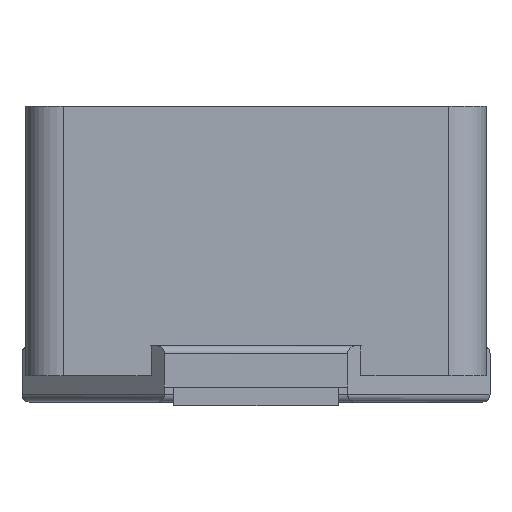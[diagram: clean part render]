
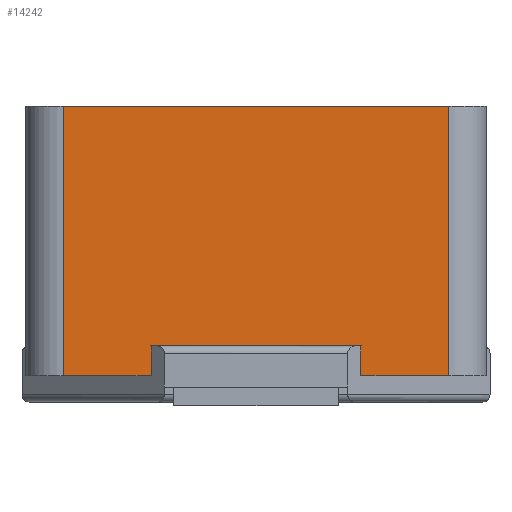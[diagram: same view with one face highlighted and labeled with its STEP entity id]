
A CAD part, left-side view. The second image highlights one B-rep face of the part: STEP entity #14242.
In plain terms, the highlighted planar face has unit normal (-1, 0, 0).
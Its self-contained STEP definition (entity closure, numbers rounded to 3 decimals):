
#52 = EDGE_CURVE ( 'NONE', #12434, #3746, #5330, .T. ) ;
#428 = VECTOR ( 'NONE', #16483, 1000. ) ;
#560 = DIRECTION ( 'NONE',  ( 0., 0., -1. ) ) ;
#787 = VERTEX_POINT ( 'NONE', #6184 ) ;
#1074 = LINE ( 'NONE', #7278, #12377 ) ;
#1317 = ORIENTED_EDGE ( 'NONE', *, *, #12424, .T. ) ;
#1805 = EDGE_CURVE ( 'NONE', #17100, #13539, #18999, .T. ) ;
#2947 = CARTESIAN_POINT ( 'NONE',  ( -6.15, -5.15, 8. ) ) ;
#3746 = VERTEX_POINT ( 'NONE', #5540 ) ;
#3818 = DIRECTION ( 'NONE',  ( 0., -1., 0. ) ) ;
#4114 = DIRECTION ( 'NONE',  ( 0., -1., 0. ) ) ;
#4315 = ORIENTED_EDGE ( 'NONE', *, *, #11002, .F. ) ;
#4671 = DIRECTION ( 'NONE',  ( 0., 0., 1. ) ) ;
#5027 = CARTESIAN_POINT ( 'NONE',  ( -6.15, -6.15, 8. ) ) ;
#5038 = CARTESIAN_POINT ( 'NONE',  ( -6.15, 5.15, 8. ) ) ;
#5330 = LINE ( 'NONE', #7173, #5331 ) ;
#5331 = VECTOR ( 'NONE', #4114, 1000. ) ;
#5440 = FACE_OUTER_BOUND ( 'NONE', #10995, .T. ) ;
#5540 = CARTESIAN_POINT ( 'NONE',  ( -6.15, 2.8, 0.8 ) ) ;
#6184 = CARTESIAN_POINT ( 'NONE',  ( -6.15, -5.15, 0.8 ) ) ;
#6385 = VERTEX_POINT ( 'NONE', #17462 ) ;
#6412 = DIRECTION ( 'NONE',  ( 0., 0., -1. ) ) ;
#6656 = ORIENTED_EDGE ( 'NONE', *, *, #10626, .T. ) ;
#6930 = CARTESIAN_POINT ( 'NONE',  ( -6.15, -6.15, 1.6 ) ) ;
#7173 = CARTESIAN_POINT ( 'NONE',  ( -6.15, -6.15, 0.8 ) ) ;
#7278 = CARTESIAN_POINT ( 'NONE',  ( -6.15, 2.8, 8. ) ) ;
#8098 = LINE ( 'NONE', #16090, #16378 ) ;
#8285 = DIRECTION ( 'NONE',  ( 1., 0., 0. ) ) ;
#8460 = DIRECTION ( 'NONE',  ( 0., 1., 0. ) ) ;
#8735 = ORIENTED_EDGE ( 'NONE', *, *, #1805, .F. ) ;
#9546 = LINE ( 'NONE', #2947, #19865 ) ;
#9989 = LINE ( 'NONE', #10089, #428 ) ;
#10089 = CARTESIAN_POINT ( 'NONE',  ( -6.15, -6.15, 8. ) ) ;
#10626 = EDGE_CURVE ( 'NONE', #19966, #12434, #18948, .T. ) ;
#10967 = CARTESIAN_POINT ( 'NONE',  ( -6.15, -5.15, 8. ) ) ;
#10995 = EDGE_LOOP ( 'NONE', ( #13384, #16341, #8735, #14903, #14263, #1317, #4315, #6656 ) ) ;
#11002 = EDGE_CURVE ( 'NONE', #19966, #13223, #9989, .T. ) ;
#11225 = DIRECTION ( 'NONE',  ( 0., 0., -1. ) ) ;
#11373 = CARTESIAN_POINT ( 'NONE',  ( -6.15, -2.8, 8. ) ) ;
#11627 = PLANE ( 'NONE',  #15901 ) ;
#11873 = VECTOR ( 'NONE', #8460, 1000. ) ;
#12289 = CARTESIAN_POINT ( 'NONE',  ( -6.15, 5.15, 0.8 ) ) ;
#12377 = VECTOR ( 'NONE', #13450, 1000. ) ;
#12424 = EDGE_CURVE ( 'NONE', #787, #13223, #9546, .T. ) ;
#12434 = VERTEX_POINT ( 'NONE', #12289 ) ;
#13005 = LINE ( 'NONE', #11373, #18508 ) ;
#13223 = VERTEX_POINT ( 'NONE', #10967 ) ;
#13384 = ORIENTED_EDGE ( 'NONE', *, *, #52, .T. ) ;
#13450 = DIRECTION ( 'NONE',  ( 0., 0., 1. ) ) ;
#13539 = VERTEX_POINT ( 'NONE', #15409 ) ;
#14242 = ADVANCED_FACE ( 'NONE', ( #5440 ), #11627, .F. ) ;
#14263 = ORIENTED_EDGE ( 'NONE', *, *, #19357, .T. ) ;
#14717 = EDGE_CURVE ( 'NONE', #17100, #6385, #13005, .T. ) ;
#14779 = VECTOR ( 'NONE', #11225, 1000. ) ;
#14903 = ORIENTED_EDGE ( 'NONE', *, *, #14717, .T. ) ;
#15409 = CARTESIAN_POINT ( 'NONE',  ( -6.15, 2.8, 1.6 ) ) ;
#15901 = AXIS2_PLACEMENT_3D ( 'NONE', #5027, #8285, #560 ) ;
#16090 = CARTESIAN_POINT ( 'NONE',  ( -6.15, -6.15, 0.8 ) ) ;
#16341 = ORIENTED_EDGE ( 'NONE', *, *, #16851, .T. ) ;
#16378 = VECTOR ( 'NONE', #3818, 1000. ) ;
#16454 = CARTESIAN_POINT ( 'NONE',  ( -6.15, 5.15, 8. ) ) ;
#16483 = DIRECTION ( 'NONE',  ( 0., -1., 0. ) ) ;
#16851 = EDGE_CURVE ( 'NONE', #3746, #13539, #1074, .T. ) ;
#17100 = VERTEX_POINT ( 'NONE', #19415 ) ;
#17462 = CARTESIAN_POINT ( 'NONE',  ( -6.15, -2.8, 0.8 ) ) ;
#18508 = VECTOR ( 'NONE', #6412, 1000. ) ;
#18948 = LINE ( 'NONE', #5038, #14779 ) ;
#18999 = LINE ( 'NONE', #6930, #11873 ) ;
#19357 = EDGE_CURVE ( 'NONE', #6385, #787, #8098, .T. ) ;
#19415 = CARTESIAN_POINT ( 'NONE',  ( -6.15, -2.8, 1.6 ) ) ;
#19865 = VECTOR ( 'NONE', #4671, 1000. ) ;
#19966 = VERTEX_POINT ( 'NONE', #16454 ) ;
